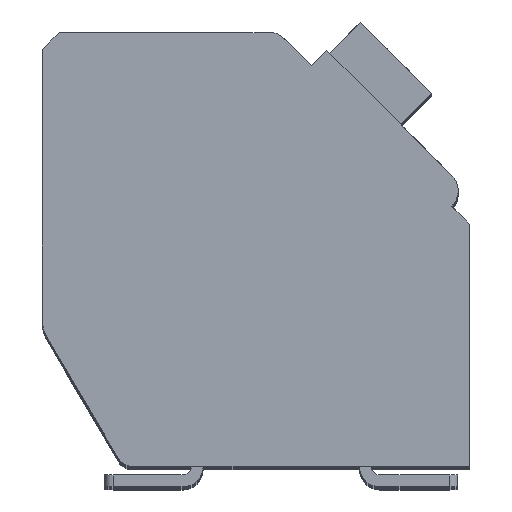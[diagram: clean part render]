
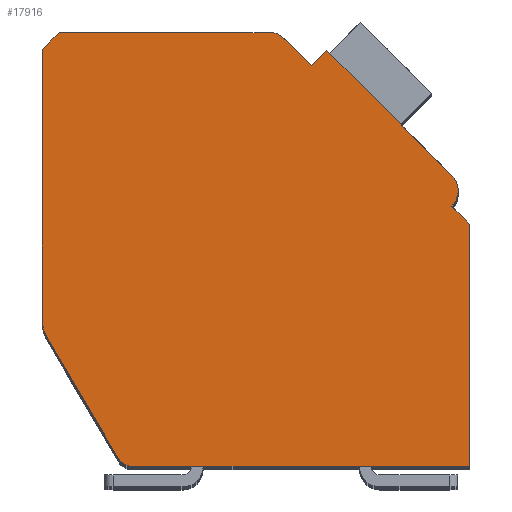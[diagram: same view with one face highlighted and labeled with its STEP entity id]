
A CAD part, top view. The second image highlights one B-rep face of the part: STEP entity #17916.
In plain terms, the highlighted planar face has unit normal (0, 0, 1).
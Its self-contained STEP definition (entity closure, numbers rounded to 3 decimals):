
#360=DIRECTION('',(0.,-1.,0.));
#361=VECTOR('',#360,8.053);
#362=CARTESIAN_POINT('',(-12.7,12.4,2.1));
#363=LINE('',#362,#361);
#364=DIRECTION('',(-0.707,-0.707,0.));
#365=VECTOR('',#364,0.707);
#366=CARTESIAN_POINT('',(-12.2,12.9,2.1));
#367=LINE('',#366,#365);
#368=DIRECTION('',(-1.,0.,0.));
#369=VECTOR('',#368,6.298);
#370=CARTESIAN_POINT('',(-5.902,12.9,2.1));
#371=LINE('',#370,#369);
#372=CARTESIAN_POINT('',(-5.902,12.4,2.1));
#373=DIRECTION('',(0.,0.,1.));
#374=DIRECTION('',(0.707,0.707,0.));
#375=AXIS2_PLACEMENT_3D('',#372,#373,#374);
#377=DIRECTION('',(-0.707,0.707,0.));
#378=VECTOR('',#377,1.197);
#379=CARTESIAN_POINT('',(-4.702,11.907,2.1));
#380=LINE('',#379,#378);
#381=DIRECTION('',(-0.707,-0.707,0.));
#382=VECTOR('',#381,0.65);
#383=CARTESIAN_POINT('',(-4.243,12.367,2.1));
#384=LINE('',#383,#382);
#385=DIRECTION('',(-0.707,0.707,0.));
#386=VECTOR('',#385,5.25);
#387=CARTESIAN_POINT('',(-0.53,8.655,2.1));
#388=LINE('',#387,#386);
#389=CARTESIAN_POINT('',(-0.99,8.195,2.1));
#390=DIRECTION('',(0.,0.,1.));
#391=DIRECTION('',(0.707,-0.707,0.));
#392=AXIS2_PLACEMENT_3D('',#389,#390,#391);
#394=DIRECTION('',(-0.707,0.707,0.));
#395=VECTOR('',#394,0.75);
#396=CARTESIAN_POINT('',(0.,7.205,2.1));
#397=LINE('',#396,#395);
#398=DIRECTION('',(0.,1.,0.));
#399=VECTOR('',#398,7.205);
#400=CARTESIAN_POINT('',(0.,0.,2.1));
#401=LINE('',#400,#399);
#402=DIRECTION('',(1.,0.,0.));
#403=VECTOR('',#402,10.014);
#404=CARTESIAN_POINT('',(-10.014,0.,2.1));
#405=LINE('',#404,#403);
#406=CARTESIAN_POINT('',(-10.014,0.5,2.1));
#407=DIRECTION('',(0.,0.,1.));
#408=DIRECTION('',(-0.862,-0.508,0.));
#409=AXIS2_PLACEMENT_3D('',#406,#407,#408);
#411=DIRECTION('',(0.508,-0.862,0.));
#412=VECTOR('',#411,4.17);
#413=CARTESIAN_POINT('',(-12.562,3.839,2.1));
#414=LINE('',#413,#412);
#415=CARTESIAN_POINT('',(-11.7,4.347,2.1));
#416=DIRECTION('',(0.,0.,1.));
#417=DIRECTION('',(-1.,0.,0.));
#418=AXIS2_PLACEMENT_3D('',#415,#416,#417);
#13469=CARTESIAN_POINT('',(-12.7,12.4,2.1));
#13470=CARTESIAN_POINT('',(-12.7,4.347,2.1));
#13471=VERTEX_POINT('',#13469);
#13472=VERTEX_POINT('',#13470);
#13473=CARTESIAN_POINT('',(-12.562,3.839,2.1));
#13474=VERTEX_POINT('',#13473);
#13475=CARTESIAN_POINT('',(-10.445,0.246,2.1));
#13476=VERTEX_POINT('',#13475);
#13477=CARTESIAN_POINT('',(-10.014,0.,2.1));
#13478=VERTEX_POINT('',#13477);
#13479=CARTESIAN_POINT('',(0.,0.,2.1));
#13480=VERTEX_POINT('',#13479);
#13481=CARTESIAN_POINT('',(0.,7.205,2.1));
#13482=VERTEX_POINT('',#13481);
#13483=CARTESIAN_POINT('',(-0.53,7.735,2.1));
#13484=VERTEX_POINT('',#13483);
#13485=CARTESIAN_POINT('',(-0.53,8.655,2.1));
#13486=VERTEX_POINT('',#13485);
#13487=CARTESIAN_POINT('',(-4.243,12.367,2.1));
#13488=VERTEX_POINT('',#13487);
#13489=CARTESIAN_POINT('',(-4.702,11.907,2.1));
#13490=VERTEX_POINT('',#13489);
#13491=CARTESIAN_POINT('',(-5.548,12.754,2.1));
#13492=VERTEX_POINT('',#13491);
#13493=CARTESIAN_POINT('',(-5.902,12.9,2.1));
#13494=VERTEX_POINT('',#13493);
#13495=CARTESIAN_POINT('',(-12.2,12.9,2.1));
#13496=VERTEX_POINT('',#13495);
#17883=CARTESIAN_POINT('',(0.,0.,2.1));
#17884=DIRECTION('',(0.,0.,1.));
#17885=DIRECTION('',(1.,0.,0.));
#17886=AXIS2_PLACEMENT_3D('',#17883,#17884,#17885);
#17887=PLANE('',#17886);
#17888=ORIENTED_EDGE('',*,*,#17567,.F.);
#17890=ORIENTED_EDGE('',*,*,#17889,.F.);
#17892=ORIENTED_EDGE('',*,*,#17891,.F.);
#17894=ORIENTED_EDGE('',*,*,#17893,.F.);
#17896=ORIENTED_EDGE('',*,*,#17895,.F.);
#17898=ORIENTED_EDGE('',*,*,#17897,.F.);
#17900=ORIENTED_EDGE('',*,*,#17899,.F.);
#17902=ORIENTED_EDGE('',*,*,#17901,.F.);
#17904=ORIENTED_EDGE('',*,*,#17903,.F.);
#17906=ORIENTED_EDGE('',*,*,#17905,.F.);
#17908=ORIENTED_EDGE('',*,*,#17907,.F.);
#17910=ORIENTED_EDGE('',*,*,#17909,.F.);
#17912=ORIENTED_EDGE('',*,*,#17911,.F.);
#17913=ORIENTED_EDGE('',*,*,#17696,.F.);
#17914=EDGE_LOOP('',(#17888,#17890,#17892,#17894,#17896,#17898,#17900,#17902,
#17904,#17906,#17908,#17910,#17912,#17913));
#17915=FACE_OUTER_BOUND('',#17914,.F.);
#376=CIRCLE('',#375,0.5);
#393=CIRCLE('',#392,0.65);
#410=CIRCLE('',#409,0.5);
#419=CIRCLE('',#418,1.);
#17567=EDGE_CURVE('',#13471,#13472,#363,.T.);
#17696=EDGE_CURVE('',#13472,#13474,#419,.T.);
#17889=EDGE_CURVE('',#13496,#13471,#367,.T.);
#17891=EDGE_CURVE('',#13494,#13496,#371,.T.);
#17893=EDGE_CURVE('',#13492,#13494,#376,.T.);
#17895=EDGE_CURVE('',#13490,#13492,#380,.T.);
#17897=EDGE_CURVE('',#13488,#13490,#384,.T.);
#17899=EDGE_CURVE('',#13486,#13488,#388,.T.);
#17901=EDGE_CURVE('',#13484,#13486,#393,.T.);
#17903=EDGE_CURVE('',#13482,#13484,#397,.T.);
#17905=EDGE_CURVE('',#13480,#13482,#401,.T.);
#17907=EDGE_CURVE('',#13478,#13480,#405,.T.);
#17909=EDGE_CURVE('',#13476,#13478,#410,.T.);
#17911=EDGE_CURVE('',#13474,#13476,#414,.T.);
#17916=ADVANCED_FACE('',(#17915),#17887,.T.);
